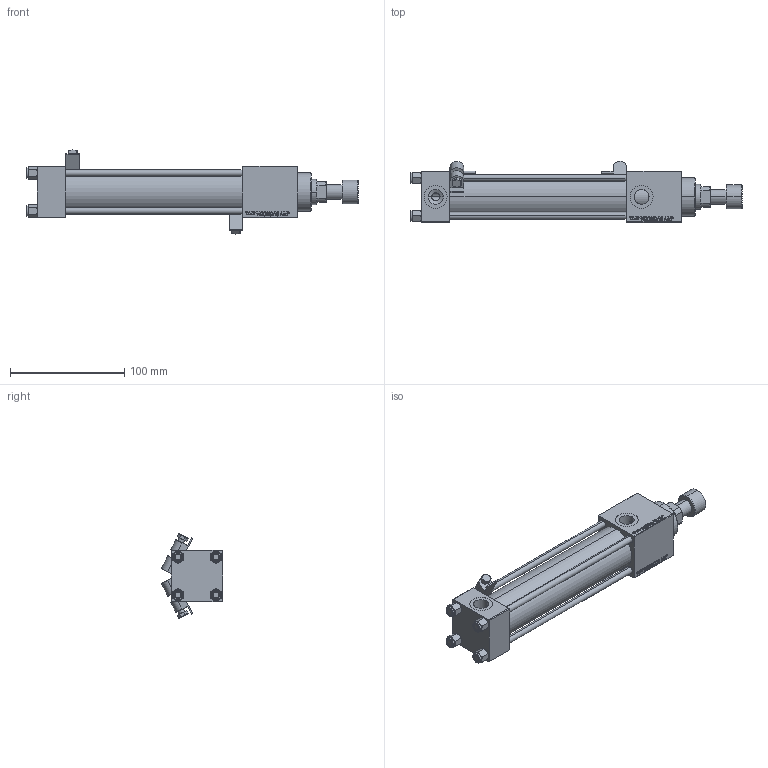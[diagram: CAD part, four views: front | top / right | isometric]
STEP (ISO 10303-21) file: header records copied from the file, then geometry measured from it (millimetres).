
FILE_DESCRIPTION (( 'STEP AP203' ), '1' );
FILE_NAME ('b68d.STEP', '2025-04-16T09:35:16', ( '' ), ( '' ), 'SwSTEP 2.0', 'SolidWorks 2019', '' );
FILE_SCHEMA (( 'CONFIG_CONTROL_DESIGN' ));
Length unit declared in the file: millimetre
Products named in the file (8): V215CR_C_Body c54397f65bce6a63c16922e7d80a32a4; b68d; MSRF_MSRG1 c54397f65bce6a63c16922e7d80a32a4; V215CR_C_TYCINKA c54397f65bce6a63c16922e7d80a32a4; V215_VC_A c54397f65bce6a63c16922e7d80a32a4; NUT_M5_C c54397f65bce6a63c16922e7d80a32a4; V215CR_VCP_C c54397f65bce6a63c16922e7d80a32a4; V215CR_ROD_END_F c54397f65bce6a63c16922e7d80a32a4
Assembly tree (14 placements, depth 2):
  b68d
    V215CR_C_Body c54397f65bce6a63c16922e7d80a32a4
    V215CR_VCP_C c54397f65bce6a63c16922e7d80a32a4
    NUT_M5_C c54397f65bce6a63c16922e7d80a32a4  x4
    V215CR_C_TYCINKA c54397f65bce6a63c16922e7d80a32a4  x4
    V215_VC_A c54397f65bce6a63c16922e7d80a32a4
    V215CR_ROD_END_F c54397f65bce6a63c16922e7d80a32a4
    MSRF_MSRG1 c54397f65bce6a63c16922e7d80a32a4  x2
Bounding box: 291 x 53.66 x 74.05 mm (x, y, z)
Volume: 309938.7 mm3; surface area: 115924.1 mm2
Topology: 14 solids, 14 shells, 1222 faces, 3045 edges, 1973 vertices
Faces by surface type: plane 564, bspline 392, cone 136, cylinder 118, torus 12
Entity records: 51622 total; most frequent: CARTESIAN_POINT 27327, ORIENTED_EDGE 5432, DIRECTION 3508, EDGE_CURVE 2716, VERTEX_POINT 1781, VECTOR 1648, LINE 1648, EDGE_LOOP 1201
